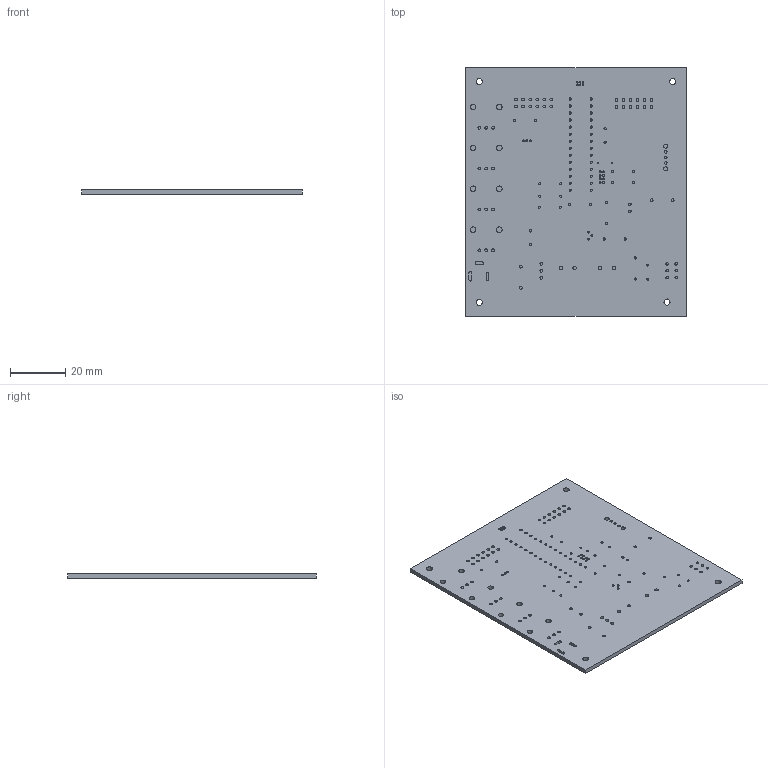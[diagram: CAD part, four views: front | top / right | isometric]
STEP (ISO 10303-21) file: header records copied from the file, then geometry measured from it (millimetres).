
FILE_DESCRIPTION(('FreeCAD Model'),'2;1');
FILE_NAME('Open CASCADE Shape Model','2025-06-05T13:03:09',(''),(''), 'Open CASCADE STEP processor 7.8','FreeCAD','Unknown');
FILE_SCHEMA(('AUTOMOTIVE_DESIGN { 1 0 10303 214 1 1 1 1 }'));
Length unit declared in the file: millimetre
Products named in the file (1): sst_PCB023
Bounding box: 80 x 90 x 1.51 mm (x, y, z)
Volume: 10670.8 mm3; surface area: 15481.5 mm2
Topology: 1 solids, 149 shells, 315 faces, 493 edges, 328 vertices
Faces by surface type: plane 161, cylinder 154
Full cylindrical faces by diameter (mm): 0.5 x6, 0.7 x12, 0.75 x6, 0.8 x50, 0.9 x11, 1 x40, 1.1 x5, 1.2 x4, 1.5 x2, 2 x8, 2.2 x4
Entity records: 7726 total; most frequent: DIRECTION 1433, ORIENTED_EDGE 1143, CARTESIAN_POINT 1137, AXIS2_PLACEMENT_3D 624, FACE_BOUND 617, EDGE_LOOP 617, EDGE_CURVE 493, VERTEX_POINT 328
